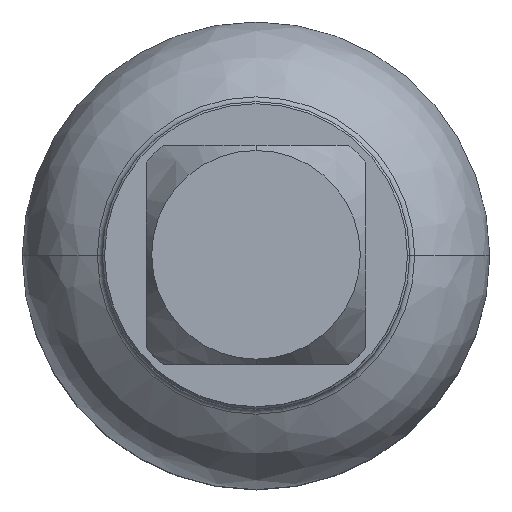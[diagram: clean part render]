
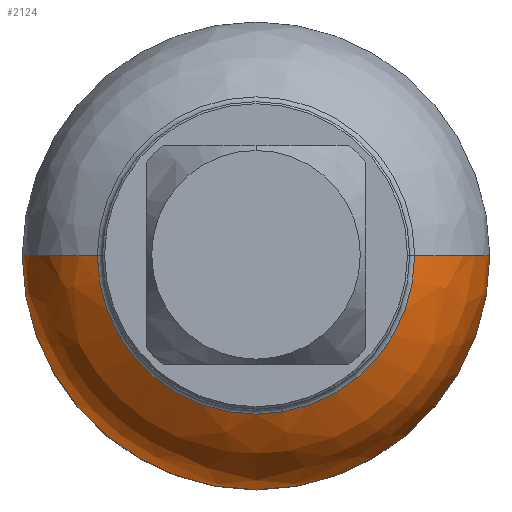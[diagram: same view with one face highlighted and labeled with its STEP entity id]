
A CAD part, top view. The second image highlights one B-rep face of the part: STEP entity #2124.
In plain terms, the highlighted free-form (B-spline) face has degree [3, 3] with [7, 4] control points.
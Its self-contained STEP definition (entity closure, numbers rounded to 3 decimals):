
#186=CARTESIAN_POINT('',(0.,0.,27.4));
#187=DIRECTION('',(0.,0.,1.));
#188=DIRECTION('',(-1.,0.,0.));
#189=AXIS2_PLACEMENT_3D('',#186,#187,#188);
#757=CARTESIAN_POINT('',(-12.,0.,27.4));
#758=DIRECTION('',(0.,1.,0.));
#759=DIRECTION('',(-1.,0.,0.));
#760=AXIS2_PLACEMENT_3D('',#757,#758,#759);
#765=CARTESIAN_POINT('',(12.,0.,27.4));
#766=DIRECTION('',(0.,-1.,0.));
#767=DIRECTION('',(1.,0.,0.));
#768=AXIS2_PLACEMENT_3D('',#765,#766,#767);
#789=CARTESIAN_POINT('',(0.,0.,41.));
#790=DIRECTION('',(0.,0.,-1.));
#791=DIRECTION('',(1.,0.,0.));
#792=AXIS2_PLACEMENT_3D('',#789,#790,#791);
#1592=CARTESIAN_POINT('',(18.328,0.,41.));
#1593=VERTEX_POINT('',#1592);
#1594=CARTESIAN_POINT('',(-18.328,0.,41.));
#1595=VERTEX_POINT('',#1594);
#1596=CARTESIAN_POINT('',(27.,0.,27.4));
#1597=CARTESIAN_POINT('',(-27.,0.,27.4));
#1598=VERTEX_POINT('',#1596);
#1599=VERTEX_POINT('',#1597);
#2086=CARTESIAN_POINT('',(-26.943,1.695,27.06));
#2087=CARTESIAN_POINT('',(-27.085,1.704,33.332));
#2088=CARTESIAN_POINT('',(-23.718,1.492,38.623));
#2089=CARTESIAN_POINT('',(-17.982,1.131,41.14));
#2090=CARTESIAN_POINT('',(-27.986,-14.885,
27.06));
#2091=CARTESIAN_POINT('',(-28.134,-14.964,
33.332));
#2092=CARTESIAN_POINT('',(-24.637,-13.104,
38.623));
#2093=CARTESIAN_POINT('',(-18.678,-9.935,
41.14));
#2094=CARTESIAN_POINT('',(-16.613,-26.996,
27.06));
#2095=CARTESIAN_POINT('',(-16.701,-27.139,
33.332));
#2096=CARTESIAN_POINT('',(-14.625,-23.765,
38.623));
#2097=CARTESIAN_POINT('',(-11.088,-18.018,
41.14));
#2098=CARTESIAN_POINT('',(0.,-26.996,27.06));
#2099=CARTESIAN_POINT('',(0.,-27.139,
33.332));
#2100=CARTESIAN_POINT('',(0.,-23.765,
38.623));
#2101=CARTESIAN_POINT('',(0.,-18.018,41.14));
#2102=CARTESIAN_POINT('',(16.613,-26.996,27.06));
#2103=CARTESIAN_POINT('',(16.701,-27.139,33.332));
#2104=CARTESIAN_POINT('',(14.625,-23.765,38.623));
#2105=CARTESIAN_POINT('',(11.088,-18.018,41.14));
#2106=CARTESIAN_POINT('',(27.986,-14.885,27.06));
#2107=CARTESIAN_POINT('',(28.134,-14.964,33.332));
#2108=CARTESIAN_POINT('',(24.637,-13.104,38.623));
#2109=CARTESIAN_POINT('',(18.678,-9.935,41.14));
#2110=CARTESIAN_POINT('',(26.943,1.695,27.06));
#2111=CARTESIAN_POINT('',(27.085,1.704,33.332));
#2112=CARTESIAN_POINT('',(23.718,1.492,38.623));
#2113=CARTESIAN_POINT('',(17.982,1.131,41.14));
#2114=(BOUNDED_SURFACE()B_SPLINE_SURFACE(3,3,((#2086,#2087,#2088,#2089),(#2090,
#2091,#2092,#2093),(#2094,#2095,#2096,#2097),(#2098,#2099,#2100,#2101),(#2102,
#2103,#2104,#2105),(#2106,#2107,#2108,#2109),(#2110,#2111,#2112,#2113)),
.UNSPECIFIED.,.F.,.F.,.F.)B_SPLINE_SURFACE_WITH_KNOTS((4,3,4),(4,4),(0.,1.,
2.),(0.,1.),.UNSPECIFIED.)GEOMETRIC_REPRESENTATION_ITEM()RATIONAL_B_SPLINE_SURFACE(((1.297,1.151,1.151,1.297),(
1.024,0.909,0.909,1.024),(
1.024,0.909,0.909,1.024),(
1.297,1.151,1.151,1.297),(
1.024,0.909,0.909,1.024),(
1.024,0.909,0.909,1.024),(
1.297,1.151,1.151,1.297)))REPRESENTATION_ITEM('')SURFACE());
#2115=ORIENTED_EDGE('',*,*,#1697,.F.);
#2117=ORIENTED_EDGE('',*,*,#2116,.T.);
#2119=ORIENTED_EDGE('',*,*,#2118,.F.);
#2121=ORIENTED_EDGE('',*,*,#2120,.F.);
#2122=EDGE_LOOP('',(#2115,#2117,#2119,#2121));
#2123=FACE_OUTER_BOUND('',#2122,.F.);
#2124=ADVANCED_FACE('',(#2123),#2114,.T.);
#190=CIRCLE('',#189,27.);
#761=CIRCLE('',#760,15.);
#769=CIRCLE('',#768,15.);
#793=CIRCLE('',#792,18.328);
#1697=EDGE_CURVE('',#1599,#1598,#190,.T.);
#2116=EDGE_CURVE('',#1599,#1595,#761,.T.);
#2118=EDGE_CURVE('',#1593,#1595,#793,.T.);
#2120=EDGE_CURVE('',#1598,#1593,#769,.T.);
